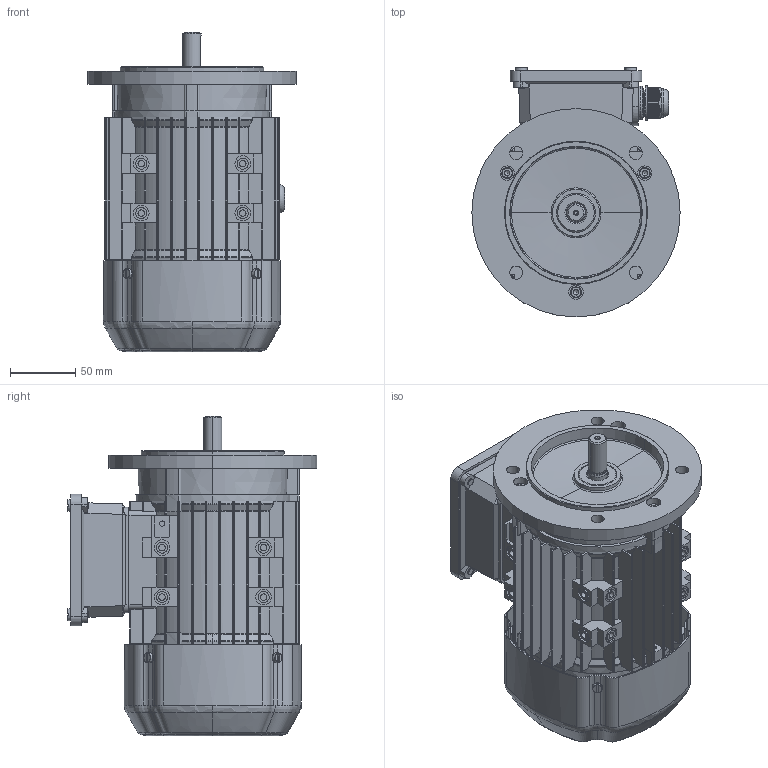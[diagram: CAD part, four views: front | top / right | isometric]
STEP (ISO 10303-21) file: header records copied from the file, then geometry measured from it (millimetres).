
FILE_DESCRIPTION(/* description */ (''),/* implementation_level */ '2;1');
FILE_NAME(/* name */ 'JL-71-B5.stp',/* time_stamp */ '2016-09-01T10:52:51+08:00',/* author */ (''),/* organization */ (''),/* preprocessor_version */ 'ST-DEVELOPER v16',/* originating_system */ 'SIEMENS PLM Software NX 10.0',/* authorisation */ '');
FILE_SCHEMA (('AUTOMOTIVE_DESIGN { 1 0 10303 214 3 1 1 1 }'));
Products named in the file (1): pc05908BCBsupc
Bounding box: 160 x 192 x 245.5 mm (x, y, z)
Volume: 674775.9 mm3; surface area: 501540.8 mm2
Topology: 39 solids, 42 shells, 3225 faces, 8933 edges, 5871 vertices
Faces by surface type: plane 1652, cylinder 1072, torus 212, cone 186, bspline 103
Full cylindrical faces by diameter (mm): 3.2 x4, 3.5 x6, 3.545 x7, 4 x7, 4.132 x3, 4.134 x3, 4.48 x5, 4.8 x1, 4.9 x3, 5 x21, 5.3 x1, 5.8 x14, 8 x1, 8.5 x3, 10 x1, 13.75 x1, 15 x3, 16.25 x3, 18.75 x9, 19.375 x6, 20 x17, 20.625 x6, 21.25 x6, 21.562 x1, 25.6 x1, 26.562 x1, 30 x3
Entity records: 150466 total; most frequent: CARTESIAN_POINT 70156, ORIENTED_EDGE 17114, DIRECTION 15843, EDGE_CURVE 8557, VERTEX_POINT 5715, AXIS2_PLACEMENT_3D 5650, LINE 4543, VECTOR 4543
